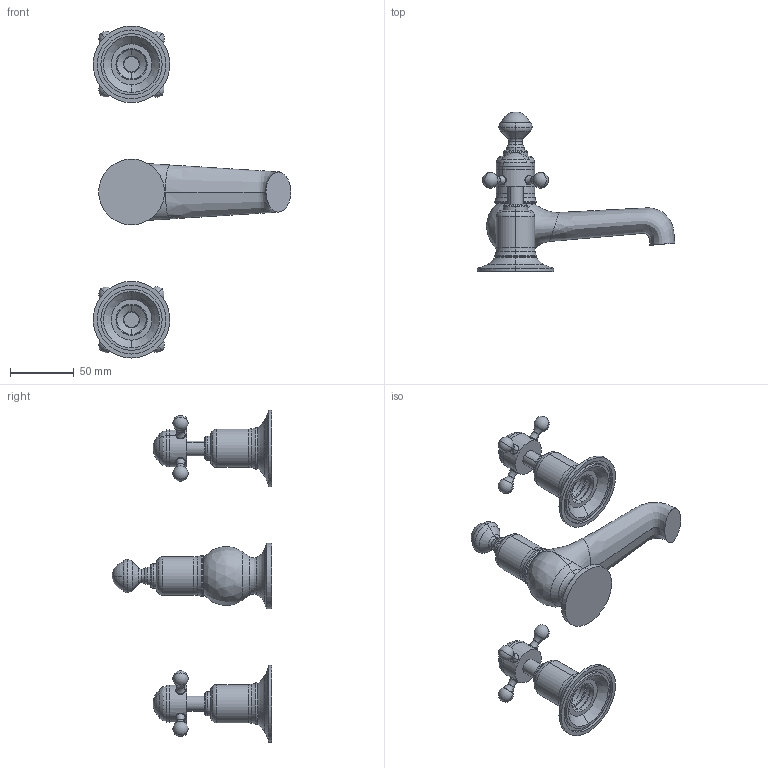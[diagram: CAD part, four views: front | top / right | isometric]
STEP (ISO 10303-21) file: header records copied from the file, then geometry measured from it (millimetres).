
FILE_DESCRIPTION((''),'2;1');
FILE_NAME('0602-LI_ASM','2018-08-07T',('MQ'),(''),'PRO/ENGINEER BY PARAMETRIC TECHNOLOGY CORPORATION, 2012130','PRO/ENGINEER BY PARAMETRIC TECHNOLOGY CORPORATION, 2012130','');
FILE_SCHEMA(('CONFIG_CONTROL_DESIGN'));
Length unit declared in the file: millimetre
Products named in the file (15): MANIFOLD_SOLID_BREP_172; MANIFOLD_SOLID_BREP_174; MANIFOLD_SOLID_BREP_175; MANIFOLD_SOLID_BREP_176; MANIFOLD_SOLID_BREP_177; MANIFOLD_SOLID_BREP_178; MANIFOLD_SOLID_BREP_179; MANIFOLD_SOLID_BREP_180; MANIFOLD_SOLID_BREP_181; MANIFOLD_SOLID_BREP_182; MANIFOLD_SOLID_BREP_183; MANIFOLD_SOLID_BREP_184; MANIFOLD_SOLID_BREP_185; ADMI2EE448WI_ASM; 0602-LI_ASM
Assembly tree (14 placements, depth 3):
  0602-LI_ASM
    ADMI2EE448WI_ASM
      MANIFOLD_SOLID_BREP_172
      MANIFOLD_SOLID_BREP_174
      MANIFOLD_SOLID_BREP_175
      MANIFOLD_SOLID_BREP_176
      MANIFOLD_SOLID_BREP_177
      MANIFOLD_SOLID_BREP_178
      MANIFOLD_SOLID_BREP_179
      MANIFOLD_SOLID_BREP_180
      MANIFOLD_SOLID_BREP_181
      MANIFOLD_SOLID_BREP_182
      MANIFOLD_SOLID_BREP_183
      MANIFOLD_SOLID_BREP_184
      MANIFOLD_SOLID_BREP_185
Bounding box: 154.71 x 125 x 260 mm (x, y, z)
Volume: 230037.1 mm3; surface area: 78217.7 mm2
Topology: 13 solids, 13 shells, 307 faces, 632 edges, 357 vertices
Faces by surface type: torus 100, cylinder 92, plane 48, cone 35, sphere 22, bspline 10
Entity records: 11906 total; most frequent: CARTESIAN_POINT 4911, DIRECTION 1706, ORIENTED_EDGE 1220, AXIS2_PLACEMENT_3D 788, EDGE_CURVE 610, CIRCLE 449, VERTEX_POINT 357, EDGE_LOOP 345
